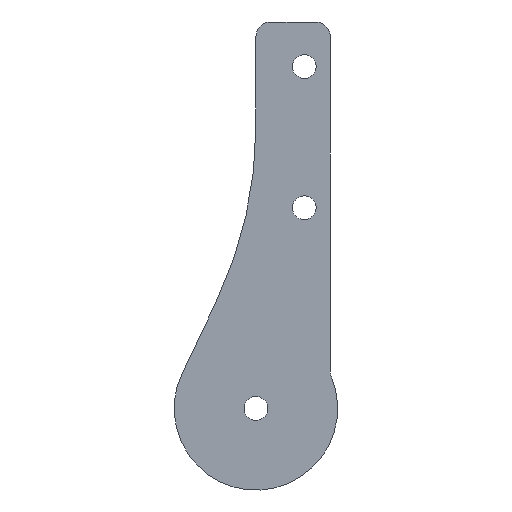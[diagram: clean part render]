
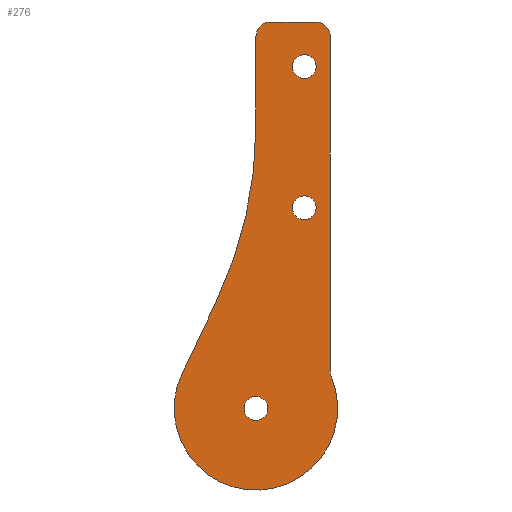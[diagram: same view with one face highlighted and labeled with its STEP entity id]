
A CAD part, left-side view. The second image highlights one B-rep face of the part: STEP entity #276.
In plain terms, the highlighted planar face has unit normal (-1, 0, 0).
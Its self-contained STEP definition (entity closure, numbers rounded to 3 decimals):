
#19 = VECTOR ( 'NONE', #626, 1000. ) ;
#21 = EDGE_LOOP ( 'NONE', ( #492, #464 ) ) ;
#22 = VERTEX_POINT ( 'NONE', #105 ) ;
#25 = LINE ( 'NONE', #320, #26 ) ;
#26 = VECTOR ( 'NONE', #340, 1000. ) ;
#34 = DIRECTION ( 'NONE',  ( 0., 0., -1. ) ) ;
#35 = DIRECTION ( 'NONE',  ( 1., 0., 0. ) ) ;
#37 = CARTESIAN_POINT ( 'NONE',  ( 20., 3.5, 8. ) ) ;
#44 = CARTESIAN_POINT ( 'NONE',  ( 20., 0., 12. ) ) ;
#46 = VERTEX_POINT ( 'NONE', #114 ) ;
#53 = EDGE_LOOP ( 'NONE', ( #312, #609, #655, #308, #66, #177, #732, #537, #88 ) ) ;
#61 = ORIENTED_EDGE ( 'NONE', *, *, #171, .T. ) ;
#66 = ORIENTED_EDGE ( 'NONE', *, *, #695, .F. ) ;
#68 = CARTESIAN_POINT ( 'NONE',  ( 20., -2., -33. ) ) ;
#72 = DIRECTION ( 'NONE',  ( 1., 0., 0. ) ) ;
#73 = DIRECTION ( 'NONE',  ( 0., 0., -1. ) ) ;
#80 = LINE ( 'NONE', #152, #710 ) ;
#82 = EDGE_LOOP ( 'NONE', ( #170, #222 ) ) ;
#84 = CARTESIAN_POINT ( 'NONE',  ( 20., 10., 12. ) ) ;
#88 = ORIENTED_EDGE ( 'NONE', *, *, #659, .T. ) ;
#98 = AXIS2_PLACEMENT_3D ( 'NONE', #149, #147, #146 ) ;
#100 = LINE ( 'NONE', #729, #186 ) ;
#105 = CARTESIAN_POINT ( 'NONE',  ( 20., 19.929, -33.266 ) ) ;
#114 = CARTESIAN_POINT ( 'NONE',  ( 20., 10., -36.4 ) ) ;
#135 = CARTESIAN_POINT ( 'NONE',  ( 20., 3.5, -11. ) ) ;
#137 = DIRECTION ( 'NONE',  ( 1., 0., 0. ) ) ;
#141 = DIRECTION ( 'NONE',  ( 0., 0., -1. ) ) ;
#144 = VERTEX_POINT ( 'NONE', #503 ) ;
#146 = DIRECTION ( 'NONE',  ( 0., 0., -1. ) ) ;
#147 = DIRECTION ( 'NONE',  ( -1., 0., 0. ) ) ;
#149 = CARTESIAN_POINT ( 'NONE',  ( 20., 8., 12. ) ) ;
#151 = ORIENTED_EDGE ( 'NONE', *, *, #648, .T. ) ;
#152 = CARTESIAN_POINT ( 'NONE',  ( 20., 10., 0. ) ) ;
#154 = VERTEX_POINT ( 'NONE', #500 ) ;
#155 = VERTEX_POINT ( 'NONE', #491 ) ;
#156 = DIRECTION ( 'NONE',  ( 0., 0., 1. ) ) ;
#157 = VERTEX_POINT ( 'NONE', #493 ) ;
#170 = ORIENTED_EDGE ( 'NONE', *, *, #693, .T. ) ;
#171 = EDGE_CURVE ( 'NONE', #154, #497, #362, .T. ) ;
#177 = ORIENTED_EDGE ( 'NONE', *, *, #713, .F. ) ;
#186 = VECTOR ( 'NONE', #621, 1000. ) ;
#200 = AXIS2_PLACEMENT_3D ( 'NONE', #317, #313, #304 ) ;
#205 = CARTESIAN_POINT ( 'NONE',  ( 20., 10., -38. ) ) ;
#211 = DIRECTION ( 'NONE',  ( 1., 0., 0. ) ) ;
#213 = DIRECTION ( 'NONE',  ( 0., 0., -1. ) ) ;
#215 = VERTEX_POINT ( 'NONE', #540 ) ;
#216 = CARTESIAN_POINT ( 'NONE',  ( 20., 10., 0. ) ) ;
#222 = ORIENTED_EDGE ( 'NONE', *, *, #454, .T. ) ;
#223 = EDGE_CURVE ( 'NONE', #22, #385, #455, .T. ) ;
#241 = CIRCLE ( 'NONE', #429, 2. ) ;
#250 = CARTESIAN_POINT ( 'NONE',  ( 20., 10., -38. ) ) ;
#266 = AXIS2_PLACEMENT_3D ( 'NONE', #547, #546, #536 ) ;
#269 = PLANE ( 'NONE',  #718 ) ;
#276 = ADVANCED_FACE ( 'NONE', ( #363, #324, #395, #490 ), #269, .F. ) ;
#285 = AXIS2_PLACEMENT_3D ( 'NONE', #683, #682, #681 ) ;
#287 = CIRCLE ( 'NONE', #358, 1.6 ) ;
#297 = DIRECTION ( 'NONE',  ( 0., 0., -1. ) ) ;
#298 = VERTEX_POINT ( 'NONE', #344 ) ;
#304 = DIRECTION ( 'NONE',  ( 0., 0., -1. ) ) ;
#306 = CIRCLE ( 'NONE', #404, 1.6 ) ;
#308 = ORIENTED_EDGE ( 'NONE', *, *, #595, .T. ) ;
#309 = DIRECTION ( 'NONE',  ( 1., 0., 0. ) ) ;
#312 = ORIENTED_EDGE ( 'NONE', *, *, #410, .F. ) ;
#313 = DIRECTION ( 'NONE',  ( 1., 0., 0. ) ) ;
#317 = CARTESIAN_POINT ( 'NONE',  ( 20., 10., -38. ) ) ;
#320 = CARTESIAN_POINT ( 'NONE',  ( 20., 10., 14. ) ) ;
#321 = CIRCLE ( 'NONE', #200, 11. ) ;
#324 = FACE_BOUND ( 'NONE', #519, .T. ) ;
#340 = DIRECTION ( 'NONE',  ( 0., -1., 0. ) ) ;
#344 = CARTESIAN_POINT ( 'NONE',  ( 20., 3.5, -12.6 ) ) ;
#350 = CARTESIAN_POINT ( 'NONE',  ( 20., 10., -38. ) ) ;
#355 = AXIS2_PLACEMENT_3D ( 'NONE', #389, #413, #422 ) ;
#357 = CIRCLE ( 'NONE', #355, 55. ) ;
#358 = AXIS2_PLACEMENT_3D ( 'NONE', #350, #375, #378 ) ;
#359 = AXIS2_PLACEMENT_3D ( 'NONE', #205, #211, #213 ) ;
#362 = CIRCLE ( 'NONE', #527, 1.6 ) ;
#363 = FACE_BOUND ( 'NONE', #21, .T. ) ;
#373 = EDGE_CURVE ( 'NONE', #688, #412, #435, .T. ) ;
#375 = DIRECTION ( 'NONE',  ( 1., 0., 0. ) ) ;
#378 = DIRECTION ( 'NONE',  ( 0., 0., -1. ) ) ;
#385 = VERTEX_POINT ( 'NONE', #730 ) ;
#389 = CARTESIAN_POINT ( 'NONE',  ( 20., 65., 0. ) ) ;
#395 = FACE_BOUND ( 'NONE', #82, .T. ) ;
#404 = AXIS2_PLACEMENT_3D ( 'NONE', #37, #35, #34 ) ;
#410 = EDGE_CURVE ( 'NONE', #688, #144, #100, .T. ) ;
#412 = VERTEX_POINT ( 'NONE', #578 ) ;
#413 = DIRECTION ( 'NONE',  ( -1., 0., 0. ) ) ;
#416 = VERTEX_POINT ( 'NONE', #561 ) ;
#422 = DIRECTION ( 'NONE',  ( 0., 0., 1. ) ) ;
#429 = AXIS2_PLACEMENT_3D ( 'NONE', #68, #72, #73 ) ;
#435 = CIRCLE ( 'NONE', #285, 2. ) ;
#443 = CIRCLE ( 'NONE', #359, 1.6 ) ;
#454 = EDGE_CURVE ( 'NONE', #155, #298, #508, .T. ) ;
#455 = LINE ( 'NONE', #607, #19 ) ;
#457 = AXIS2_PLACEMENT_3D ( 'NONE', #135, #137, #141 ) ;
#464 = ORIENTED_EDGE ( 'NONE', *, *, #698, .T. ) ;
#481 = CARTESIAN_POINT ( 'NONE',  ( 20., 3.5, 6.4 ) ) ;
#490 = FACE_OUTER_BOUND ( 'NONE', #53, .T. ) ;
#491 = CARTESIAN_POINT ( 'NONE',  ( 20., 3.5, -9.4 ) ) ;
#492 = ORIENTED_EDGE ( 'NONE', *, *, #712, .T. ) ;
#493 = CARTESIAN_POINT ( 'NONE',  ( 20., 8., 14. ) ) ;
#497 = VERTEX_POINT ( 'NONE', #481 ) ;
#500 = CARTESIAN_POINT ( 'NONE',  ( 20., 3.5, 9.6 ) ) ;
#503 = CARTESIAN_POINT ( 'NONE',  ( 20., 0., -33. ) ) ;
#508 = CIRCLE ( 'NONE', #266, 1.6 ) ;
#519 = EDGE_LOOP ( 'NONE', ( #151, #61 ) ) ;
#527 = AXIS2_PLACEMENT_3D ( 'NONE', #577, #557, #689 ) ;
#532 = EDGE_CURVE ( 'NONE', #416, #22, #321, .T. ) ;
#536 = DIRECTION ( 'NONE',  ( 0., 0., -1. ) ) ;
#537 = ORIENTED_EDGE ( 'NONE', *, *, #532, .F. ) ;
#540 = CARTESIAN_POINT ( 'NONE',  ( 20., 10., -39.6 ) ) ;
#546 = DIRECTION ( 'NONE',  ( 1., 0., 0. ) ) ;
#547 = CARTESIAN_POINT ( 'NONE',  ( 20., 3.5, -11. ) ) ;
#557 = DIRECTION ( 'NONE',  ( 1., 0., 0. ) ) ;
#561 = CARTESIAN_POINT ( 'NONE',  ( 20., -0.154, -33.769 ) ) ;
#577 = CARTESIAN_POINT ( 'NONE',  ( 20., 3.5, 8. ) ) ;
#578 = CARTESIAN_POINT ( 'NONE',  ( 20., 2., 14. ) ) ;
#590 = VERTEX_POINT ( 'NONE', #216 ) ;
#595 = EDGE_CURVE ( 'NONE', #157, #605, #696, .T. ) ;
#605 = VERTEX_POINT ( 'NONE', #84 ) ;
#607 = CARTESIAN_POINT ( 'NONE',  ( 20., 15.354, -23.671 ) ) ;
#609 = ORIENTED_EDGE ( 'NONE', *, *, #373, .T. ) ;
#621 = DIRECTION ( 'NONE',  ( 0., 0., -1. ) ) ;
#626 = DIRECTION ( 'NONE',  ( 0., -0.43, 0.903 ) ) ;
#648 = EDGE_CURVE ( 'NONE', #497, #154, #306, .T. ) ;
#655 = ORIENTED_EDGE ( 'NONE', *, *, #711, .F. ) ;
#659 = EDGE_CURVE ( 'NONE', #416, #144, #241, .T. ) ;
#662 = CIRCLE ( 'NONE', #457, 1.6 ) ;
#681 = DIRECTION ( 'NONE',  ( 0., 0., -1. ) ) ;
#682 = DIRECTION ( 'NONE',  ( -1., 0., 0. ) ) ;
#683 = CARTESIAN_POINT ( 'NONE',  ( 20., 2., 12. ) ) ;
#688 = VERTEX_POINT ( 'NONE', #44 ) ;
#689 = DIRECTION ( 'NONE',  ( 0., 0., -1. ) ) ;
#693 = EDGE_CURVE ( 'NONE', #298, #155, #662, .T. ) ;
#695 = EDGE_CURVE ( 'NONE', #590, #605, #80, .T. ) ;
#696 = CIRCLE ( 'NONE', #98, 2. ) ;
#698 = EDGE_CURVE ( 'NONE', #46, #215, #443, .T. ) ;
#710 = VECTOR ( 'NONE', #156, 1000. ) ;
#711 = EDGE_CURVE ( 'NONE', #157, #412, #25, .T. ) ;
#712 = EDGE_CURVE ( 'NONE', #215, #46, #287, .T. ) ;
#713 = EDGE_CURVE ( 'NONE', #385, #590, #357, .T. ) ;
#718 = AXIS2_PLACEMENT_3D ( 'NONE', #250, #309, #297 ) ;
#729 = CARTESIAN_POINT ( 'NONE',  ( 20., 0., 0. ) ) ;
#730 = CARTESIAN_POINT ( 'NONE',  ( 20., 15.354, -23.671 ) ) ;
#732 = ORIENTED_EDGE ( 'NONE', *, *, #223, .F. ) ;
